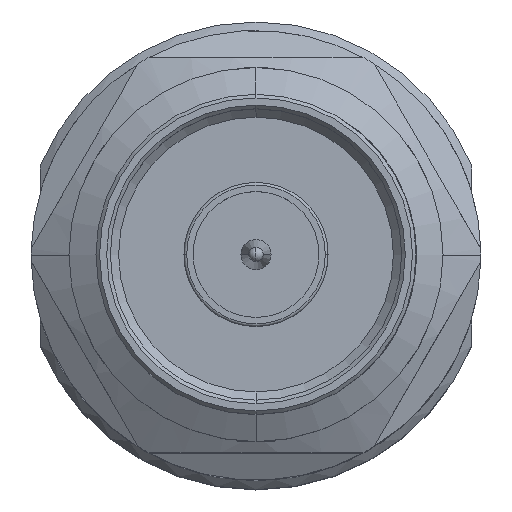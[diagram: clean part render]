
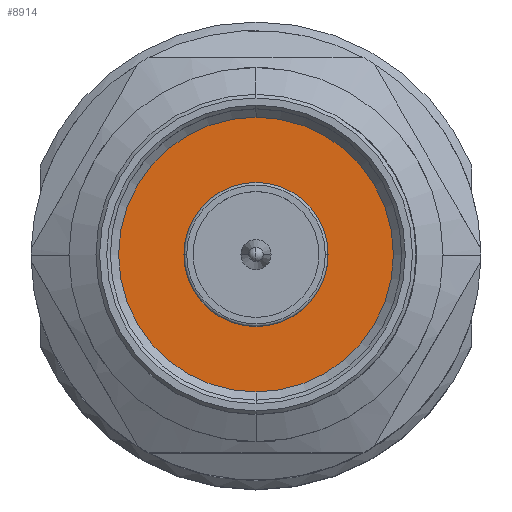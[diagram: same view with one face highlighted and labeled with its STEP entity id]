
A CAD part, top view. The second image highlights one B-rep face of the part: STEP entity #8914.
In plain terms, the highlighted planar face has unit normal (0, 0, 1).
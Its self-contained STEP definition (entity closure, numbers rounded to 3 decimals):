
#134 = CARTESIAN_POINT ( 'NONE',  ( 0., 0., -3.461 ) ) ;
#1095 = ORIENTED_EDGE ( 'NONE', *, *, #16292, .T. ) ;
#2088 = EDGE_CURVE ( 'NONE', #10217, #13504, #7792, .T. ) ;
#2803 = DIRECTION ( 'NONE',  ( -1., 0., 0. ) ) ;
#2863 = FACE_BOUND ( 'NONE', #12705, .T. ) ;
#3303 = CIRCLE ( 'NONE', #17171, 4.005 ) ;
#3341 = ORIENTED_EDGE ( 'NONE', *, *, #3837, .T. ) ;
#3837 = EDGE_CURVE ( 'NONE', #13480, #19220, #6935, .T. ) ;
#3854 = AXIS2_PLACEMENT_3D ( 'NONE', #15850, #6696, #17382 ) ;
#4395 = CARTESIAN_POINT ( 'NONE',  ( 0., 0., -3.461 ) ) ;
#5505 = CIRCLE ( 'NONE', #3854, 7.639 ) ;
#5842 = DIRECTION ( 'NONE',  ( 0., 0., 1. ) ) ;
#5925 = DIRECTION ( 'NONE',  ( -1., 0., 0. ) ) ;
#6696 = DIRECTION ( 'NONE',  ( 0., 0., 1. ) ) ;
#6935 = CIRCLE ( 'NONE', #18217, 4.005 ) ;
#7258 = CARTESIAN_POINT ( 'NONE',  ( -4.005, 0., -3.461 ) ) ;
#7772 = EDGE_LOOP ( 'NONE', ( #1095, #11920 ) ) ;
#7792 = CIRCLE ( 'NONE', #8704, 7.639 ) ;
#8704 = AXIS2_PLACEMENT_3D ( 'NONE', #15020, #5842, #16562 ) ;
#8838 = FACE_OUTER_BOUND ( 'NONE', #7772, .T. ) ;
#8840 = DIRECTION ( 'NONE',  ( -1., 0., 0. ) ) ;
#8914 = ADVANCED_FACE ( 'NONE', ( #2863, #8838 ), #11869, .F. ) ;
#10217 = VERTEX_POINT ( 'NONE', #16742 ) ;
#10608 = AXIS2_PLACEMENT_3D ( 'NONE', #13411, #18028, #8840 ) ;
#10937 = EDGE_CURVE ( 'NONE', #19220, #13480, #3303, .T. ) ;
#11869 = PLANE ( 'NONE',  #10608 ) ;
#11920 = ORIENTED_EDGE ( 'NONE', *, *, #2088, .T. ) ;
#11988 = DIRECTION ( 'NONE',  ( 0., 0., -1. ) ) ;
#12705 = EDGE_LOOP ( 'NONE', ( #16793, #3341 ) ) ;
#13411 = CARTESIAN_POINT ( 'NONE',  ( 0., 0., -3.461 ) ) ;
#13464 = CARTESIAN_POINT ( 'NONE',  ( 0., -7.639, -3.461 ) ) ;
#13480 = VERTEX_POINT ( 'NONE', #7258 ) ;
#13504 = VERTEX_POINT ( 'NONE', #13464 ) ;
#14419 = CARTESIAN_POINT ( 'NONE',  ( 4.005, 0., -3.461 ) ) ;
#15020 = CARTESIAN_POINT ( 'NONE',  ( 0., 0., -3.461 ) ) ;
#15105 = DIRECTION ( 'NONE',  ( 0., 0., -1. ) ) ;
#15850 = CARTESIAN_POINT ( 'NONE',  ( 0., 0., -3.461 ) ) ;
#16292 = EDGE_CURVE ( 'NONE', #13504, #10217, #5505, .T. ) ;
#16562 = DIRECTION ( 'NONE',  ( -1., 0., 0. ) ) ;
#16742 = CARTESIAN_POINT ( 'NONE',  ( 0., 7.639, -3.461 ) ) ;
#16793 = ORIENTED_EDGE ( 'NONE', *, *, #10937, .T. ) ;
#17171 = AXIS2_PLACEMENT_3D ( 'NONE', #4395, #15105, #5925 ) ;
#17382 = DIRECTION ( 'NONE',  ( -1., 0., 0. ) ) ;
#18028 = DIRECTION ( 'NONE',  ( 0., 0., -1. ) ) ;
#18217 = AXIS2_PLACEMENT_3D ( 'NONE', #134, #11988, #2803 ) ;
#19220 = VERTEX_POINT ( 'NONE', #14419 ) ;
